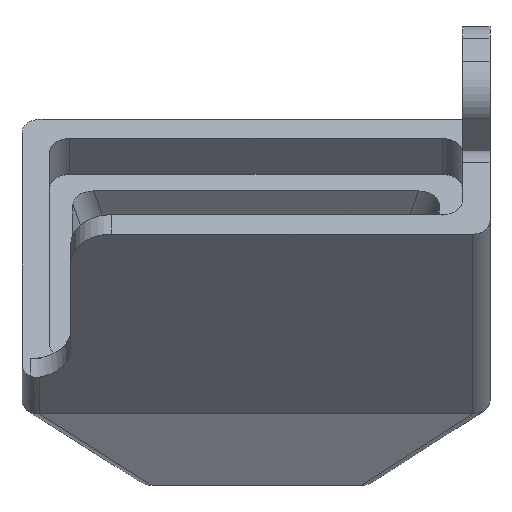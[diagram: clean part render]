
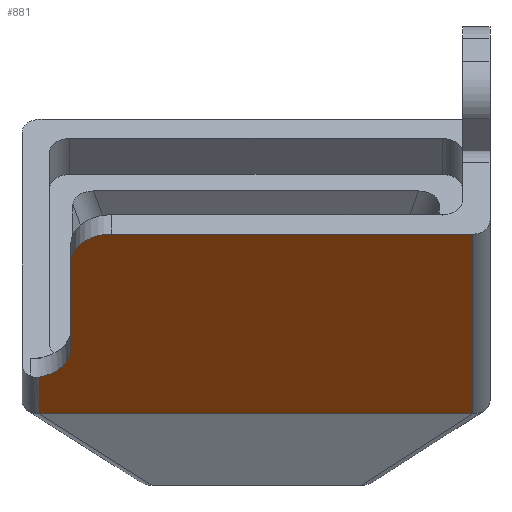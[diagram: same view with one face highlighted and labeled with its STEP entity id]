
A CAD part, front view. The second image highlights one B-rep face of the part: STEP entity #881.
In plain terms, the highlighted planar face has unit normal (0, -0.707, -0.707).
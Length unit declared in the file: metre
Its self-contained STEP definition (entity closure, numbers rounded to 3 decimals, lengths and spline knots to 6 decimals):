
#51=CIRCLE('',#968,0.002);
#52=CIRCLE('',#969,0.002);
#78=LINE('',#1308,#166);
#112=LINE('',#1426,#200);
#114=LINE('',#1434,#202);
#115=LINE('',#1439,#203);
#116=LINE('',#1442,#204);
#166=VECTOR('',#1039,1.);
#200=VECTOR('',#1147,1.);
#202=VECTOR('',#1151,1.);
#203=VECTOR('',#1154,1.);
#204=VECTOR('',#1157,1.);
#359=ORIENTED_EDGE('',*,*,#577,.F.);
#360=ORIENTED_EDGE('',*,*,#578,.T.);
#361=ORIENTED_EDGE('',*,*,#579,.T.);
#362=ORIENTED_EDGE('',*,*,#580,.T.);
#363=ORIENTED_EDGE('',*,*,#574,.T.);
#364=ORIENTED_EDGE('',*,*,#520,.T.);
#365=ORIENTED_EDGE('',*,*,#581,.F.);
#520=EDGE_CURVE('',#651,#650,#78,.T.);
#574=EDGE_CURVE('',#688,#651,#112,.T.);
#577=EDGE_CURVE('',#689,#690,#114,.T.);
#578=EDGE_CURVE('',#689,#691,#51,.F.);
#579=EDGE_CURVE('',#691,#692,#115,.T.);
#580=EDGE_CURVE('',#692,#688,#52,.T.);
#581=EDGE_CURVE('',#690,#650,#116,.T.);
#650=VERTEX_POINT('',#1307);
#651=VERTEX_POINT('',#1309);
#688=VERTEX_POINT('',#1427);
#689=VERTEX_POINT('',#1435);
#690=VERTEX_POINT('',#1436);
#691=VERTEX_POINT('',#1438);
#692=VERTEX_POINT('',#1440);
#757=EDGE_LOOP('',(#359,#360,#361,#362,#363,#364,#365));
#807=FACE_BOUND('',#757,.T.);
#846=PLANE('',#967);
#881=ADVANCED_FACE('',(#807),#846,.F.);
#967=AXIS2_PLACEMENT_3D('',#1433,#1149,#1150);
#968=AXIS2_PLACEMENT_3D('',#1437,#1152,#1153);
#969=AXIS2_PLACEMENT_3D('',#1441,#1155,#1156);
#1039=DIRECTION('',(1.,0.,0.));
#1147=DIRECTION('',(0.,0.707,-0.707));
#1149=DIRECTION('',(0.,0.707,0.707));
#1150=DIRECTION('',(0.,-0.707,0.707));
#1151=DIRECTION('',(1.,0.,0.));
#1152=DIRECTION('',(0.,0.707,0.707));
#1153=DIRECTION('',(0.,-0.707,0.707));
#1154=DIRECTION('',(0.,0.707,-0.707));
#1155=DIRECTION('',(0.,0.707,0.707));
#1156=DIRECTION('',(0.,-0.707,0.707));
#1157=DIRECTION('',(0.,0.707,-0.707));
#1307=CARTESIAN_POINT('',(-0.008512,-0.041767,-0.056767));
#1308=CARTESIAN_POINT('',(-0.01915,-0.041767,-0.056767));
#1309=CARTESIAN_POINT('',(-0.029789,-0.041767,-0.056767));
#1426=CARTESIAN_POINT('',(-0.029789,-0.043535,-0.054999));
#1427=CARTESIAN_POINT('',(-0.029789,-0.043573,-0.054961));
#1433=CARTESIAN_POINT('',(-0.01915,-0.043535,-0.054999));
#1434=CARTESIAN_POINT('',(-0.01915,-0.050606,-0.047928));
#1435=CARTESIAN_POINT('',(-0.02625,-0.050606,-0.047928));
#1436=CARTESIAN_POINT('',(-0.008512,-0.050606,-0.047928));
#1437=CARTESIAN_POINT('',(-0.02625,-0.049192,-0.049343));
#1438=CARTESIAN_POINT('',(-0.02825,-0.049192,-0.049343));
#1439=CARTESIAN_POINT('',(-0.02825,-0.050606,-0.047928));
#1440=CARTESIAN_POINT('',(-0.02825,-0.044949,-0.053585));
#1441=CARTESIAN_POINT('',(-0.03025,-0.044949,-0.053585));
#1442=CARTESIAN_POINT('',(-0.008512,-0.043535,-0.054999));
